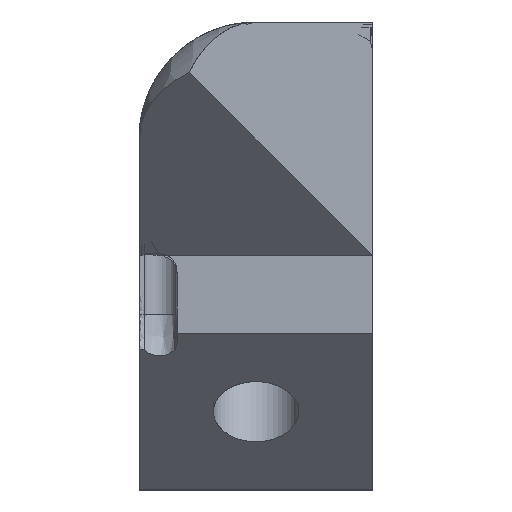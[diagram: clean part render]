
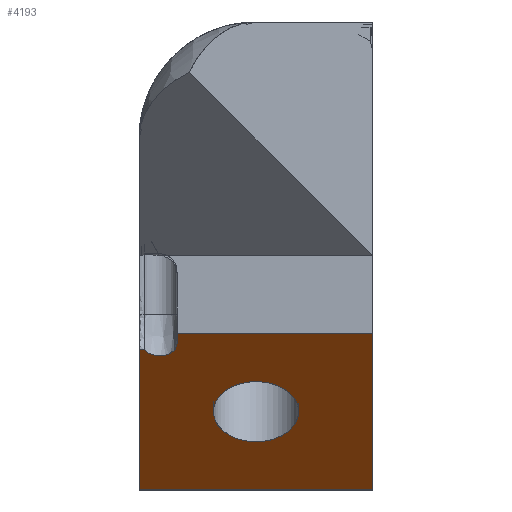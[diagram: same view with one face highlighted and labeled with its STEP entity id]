
A CAD part, front view. The second image highlights one B-rep face of the part: STEP entity #4193.
In plain terms, the highlighted free-form (B-spline) face has degree [1, 1] with [2, 2] control points.
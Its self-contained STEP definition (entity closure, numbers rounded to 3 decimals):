
#21=FACE_BOUND('',#701,.T.);
#32=LINE('',#16262,#43);
#43=VECTOR('',#4680,10.);
#515=FACE_OUTER_BOUND('',#700,.T.);
#700=EDGE_LOOP('',(#3777,#3778,#3779,#3780,#3781,#3782,#3783));
#701=EDGE_LOOP('',(#3784));
#1331=B_SPLINE_CURVE_WITH_KNOTS('',1,(#16231,#16232),.UNSPECIFIED.,.F.,
 .F.,(2,2),(0.177,0.475),.UNSPECIFIED.);
#1332=B_SPLINE_CURVE_WITH_KNOTS('',1,(#16234,#16235),.UNSPECIFIED.,.F.,
 .F.,(2,2),(-0.68,-0.226),.UNSPECIFIED.);
#1333=B_SPLINE_CURVE_WITH_KNOTS('',1,(#16237,#16238),.UNSPECIFIED.,.F.,
 .F.,(2,2),(-0.475,-0.456),.UNSPECIFIED.);
#1334=B_SPLINE_CURVE_WITH_KNOTS('',3,(#16240,#16241,#16242,#16243,#16244,
#16245,#16246,#16247,#16248,#16249,#16250,#16251,#16252),.UNSPECIFIED.,
 .F.,.F.,(4,3,3,3,4),(0.,0.113,0.227,
0.33,0.44),.UNSPECIFIED.);
#1335=B_SPLINE_CURVE_WITH_KNOTS('',3,(#16254,#16255,#16256,#16257,#16258,
#16259,#16260),.UNSPECIFIED.,.F.,.F.,(4,3,4),(0.,0.038,0.069),
 .UNSPECIFIED.);
#1336=B_SPLINE_CURVE_WITH_KNOTS('',1,(#16263,#16264),.UNSPECIFIED.,.F.,
 .F.,(2,2),(0.137,0.68),.UNSPECIFIED.);
#1337=B_SPLINE_CURVE_WITH_KNOTS('',3,(#16266,#16267,#16268,#16269,#16270,
#16271,#16272,#16273,#16274,#16275,#16276,#16277,#16278,#16279,#16280,#16281,
#16282,#16283,#16284,#16285,#16286,#16287,#16288,#16289,#16290),
 .UNSPECIFIED.,.T.,.F.,(4,3,3,3,3,3,3,3,4),(-2.578,-2.317,
-1.934,-1.551,-1.289,-1.027,
-0.645,-0.262,0.),.UNSPECIFIED.);
#2129=VERTEX_POINT('',#16229);
#2130=VERTEX_POINT('',#16230);
#2131=VERTEX_POINT('',#16233);
#2132=VERTEX_POINT('',#16236);
#2133=VERTEX_POINT('',#16239);
#2134=VERTEX_POINT('',#16253);
#2135=VERTEX_POINT('',#16261);
#2136=VERTEX_POINT('',#16265);
#2949=EDGE_CURVE('',#2129,#2130,#1331,.T.);
#2950=EDGE_CURVE('',#2130,#2131,#1332,.T.);
#2951=EDGE_CURVE('',#2131,#2132,#1333,.T.);
#2952=EDGE_CURVE('',#2132,#2133,#1334,.T.);
#2953=EDGE_CURVE('',#2133,#2134,#1335,.T.);
#2954=EDGE_CURVE('',#2134,#2135,#32,.T.);
#2955=EDGE_CURVE('',#2135,#2129,#1336,.T.);
#2956=EDGE_CURVE('',#2136,#2136,#1337,.T.);
#3777=ORIENTED_EDGE('',*,*,#2949,.T.);
#3778=ORIENTED_EDGE('',*,*,#2950,.T.);
#3779=ORIENTED_EDGE('',*,*,#2951,.T.);
#3780=ORIENTED_EDGE('',*,*,#2952,.T.);
#3781=ORIENTED_EDGE('',*,*,#2953,.T.);
#3782=ORIENTED_EDGE('',*,*,#2954,.T.);
#3783=ORIENTED_EDGE('',*,*,#2955,.T.);
#3784=ORIENTED_EDGE('',*,*,#2956,.T.);
#4023=B_SPLINE_SURFACE_WITH_KNOTS('',1,1,((#16225,#16226),(#16227,#16228)),
 .UNSPECIFIED.,.F.,.F.,.F.,(2,2),(2,2),(0.,1.),(-0.781,0.),
 .UNSPECIFIED.);
#4193=ADVANCED_FACE('',(#515,#21),#4023,.T.);
#4680=DIRECTION('',(0.,0.707,-0.707));
#16225=CARTESIAN_POINT('Ctrl Pts',(54.348,-139.27,499.862));
#16226=CARTESIAN_POINT('Ctrl Pts',(22.718,-139.27,499.862));
#16227=CARTESIAN_POINT('Ctrl Pts',(54.348,-188.703,549.294));
#16228=CARTESIAN_POINT('Ctrl Pts',(22.718,-188.703,549.294));
#16229=CARTESIAN_POINT('',(50.284,-148.029,508.62));
#16230=CARTESIAN_POINT('',(50.284,-162.756,523.347));
#16231=CARTESIAN_POINT('Ctrl Pts',(50.284,-148.029,508.62));
#16232=CARTESIAN_POINT('Ctrl Pts',(50.284,-162.756,523.347));
#16233=CARTESIAN_POINT('',(31.859,-162.756,523.347));
#16234=CARTESIAN_POINT('Ctrl Pts',(50.284,-162.756,523.347));
#16235=CARTESIAN_POINT('Ctrl Pts',(31.859,-162.756,523.347));
#16236=CARTESIAN_POINT('',(31.859,-161.807,522.398));
#16237=CARTESIAN_POINT('Ctrl Pts',(31.859,-162.756,523.347));
#16238=CARTESIAN_POINT('Ctrl Pts',(31.859,-161.807,522.398));
#16239=CARTESIAN_POINT('',(28.779,-161.227,521.818));
#16240=CARTESIAN_POINT('Ctrl Pts',(31.859,-161.807,522.398));
#16241=CARTESIAN_POINT('Ctrl Pts',(31.858,-161.557,522.149));
#16242=CARTESIAN_POINT('Ctrl Pts',(31.739,-161.296,521.888));
#16243=CARTESIAN_POINT('Ctrl Pts',(31.502,-161.086,521.677));
#16244=CARTESIAN_POINT('Ctrl Pts',(31.287,-160.894,521.486));
#16245=CARTESIAN_POINT('Ctrl Pts',(30.96,-160.734,521.325));
#16246=CARTESIAN_POINT('Ctrl Pts',(30.571,-160.671,521.262));
#16247=CARTESIAN_POINT('Ctrl Pts',(30.237,-160.618,521.209));
#16248=CARTESIAN_POINT('Ctrl Pts',(29.884,-160.642,521.233));
#16249=CARTESIAN_POINT('Ctrl Pts',(29.578,-160.732,521.323));
#16250=CARTESIAN_POINT('Ctrl Pts',(29.221,-160.836,521.427));
#16251=CARTESIAN_POINT('Ctrl Pts',(28.946,-161.022,521.613));
#16252=CARTESIAN_POINT('Ctrl Pts',(28.779,-161.227,521.818));
#16253=CARTESIAN_POINT('',(28.284,-161.226,521.817));
#16254=CARTESIAN_POINT('Ctrl Pts',(28.779,-161.227,521.818));
#16255=CARTESIAN_POINT('Ctrl Pts',(28.706,-161.281,521.872));
#16256=CARTESIAN_POINT('Ctrl Pts',(28.583,-161.339,521.931));
#16257=CARTESIAN_POINT('Ctrl Pts',(28.451,-161.342,521.933));
#16258=CARTESIAN_POINT('Ctrl Pts',(28.324,-161.344,521.935));
#16259=CARTESIAN_POINT('Ctrl Pts',(28.284,-161.29,521.881));
#16260=CARTESIAN_POINT('Ctrl Pts',(28.284,-161.226,521.817));
#16261=CARTESIAN_POINT('',(28.284,-148.029,508.62));
#16262=CARTESIAN_POINT('',(28.284,-161.226,521.817));
#16263=CARTESIAN_POINT('Ctrl Pts',(28.284,-148.029,508.62));
#16264=CARTESIAN_POINT('Ctrl Pts',(50.284,-148.029,508.62));
#16265=CARTESIAN_POINT('',(43.284,-155.392,515.984));
#16266=CARTESIAN_POINT('Ctrl Pts',(43.284,-155.392,515.984));
#16267=CARTESIAN_POINT('Ctrl Pts',(43.284,-154.471,515.062));
#16268=CARTESIAN_POINT('Ctrl Pts',(42.684,-153.797,514.388));
#16269=CARTESIAN_POINT('Ctrl Pts',(42.112,-153.392,513.984));
#16270=CARTESIAN_POINT('Ctrl Pts',(41.276,-152.801,513.393));
#16271=CARTESIAN_POINT('Ctrl Pts',(40.226,-152.564,513.155));
#16272=CARTESIAN_POINT('Ctrl Pts',(39.284,-152.564,513.155));
#16273=CARTESIAN_POINT('Ctrl Pts',(38.342,-152.564,513.155));
#16274=CARTESIAN_POINT('Ctrl Pts',(37.291,-152.801,513.393));
#16275=CARTESIAN_POINT('Ctrl Pts',(36.455,-153.392,513.984));
#16276=CARTESIAN_POINT('Ctrl Pts',(35.883,-153.797,514.388));
#16277=CARTESIAN_POINT('Ctrl Pts',(35.284,-154.471,515.062));
#16278=CARTESIAN_POINT('Ctrl Pts',(35.284,-155.392,515.984));
#16279=CARTESIAN_POINT('Ctrl Pts',(35.284,-156.314,516.906));
#16280=CARTESIAN_POINT('Ctrl Pts',(35.883,-156.988,517.579));
#16281=CARTESIAN_POINT('Ctrl Pts',(36.455,-157.392,517.984));
#16282=CARTESIAN_POINT('Ctrl Pts',(37.291,-157.984,518.575));
#16283=CARTESIAN_POINT('Ctrl Pts',(38.342,-158.221,518.812));
#16284=CARTESIAN_POINT('Ctrl Pts',(39.284,-158.221,518.812));
#16285=CARTESIAN_POINT('Ctrl Pts',(40.226,-158.221,518.812));
#16286=CARTESIAN_POINT('Ctrl Pts',(41.276,-157.984,518.575));
#16287=CARTESIAN_POINT('Ctrl Pts',(42.112,-157.392,517.984));
#16288=CARTESIAN_POINT('Ctrl Pts',(42.684,-156.988,517.579));
#16289=CARTESIAN_POINT('Ctrl Pts',(43.284,-156.314,516.906));
#16290=CARTESIAN_POINT('Ctrl Pts',(43.284,-155.392,515.984));
